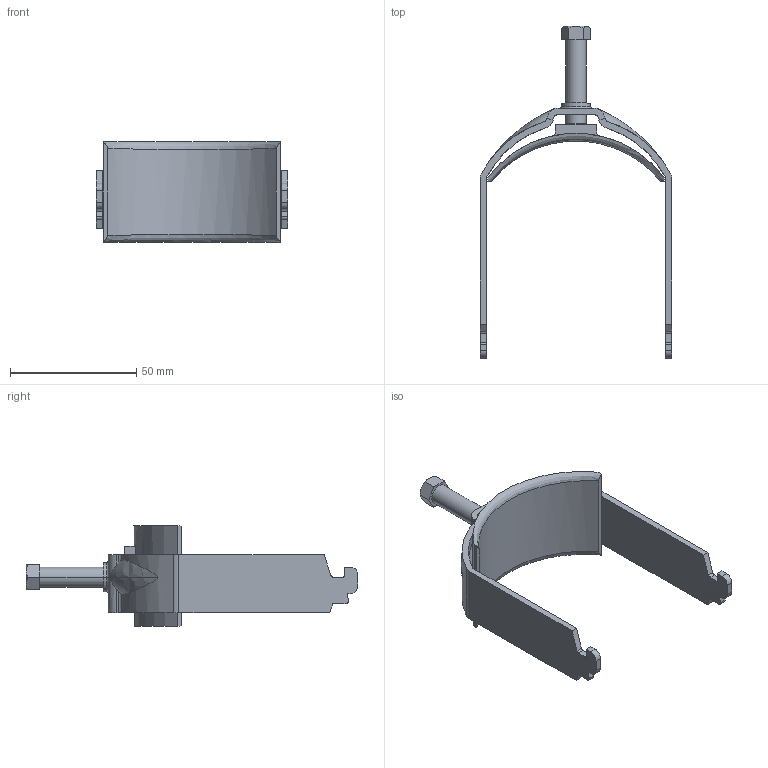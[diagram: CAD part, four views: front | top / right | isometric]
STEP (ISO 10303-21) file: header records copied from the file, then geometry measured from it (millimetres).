
FILE_DESCRIPTION (( 'STEP AP214' ), '1' );
FILE_NAME ('1163701.stp', '2017-03-28T10:50:07', ( '' ), ( '' ), 'SwSTEP 2.0', 'SolidWorks 2016', '' );
FILE_SCHEMA (( 'AUTOMOTIVE_DESIGN' ));
Length unit declared in the file: millimetre
Products named in the file (5): EB104-12-02_Standard; EB104-00-04_Standard; EB104-00-03_Druckschraube - M8 x 33; EB305-12-01_Standard; 1163701
Assembly tree (4 placements, depth 2):
  1163701
    EB305-12-01_Standard
    EB104-00-03_Druckschraube - M8 x 33
    EB104-00-04_Standard
    EB104-12-02_Standard
Bounding box: 76 x 131.5 x 40 mm (x, y, z)
Volume: 24176.4 mm3; surface area: 21173.5 mm2
Topology: 4 solids, 4 shells, 217 faces, 551 edges, 347 vertices
Faces by surface type: plane 143, cylinder 48, torus 14, cone 10, bspline 2
Entity records: 7442 total; most frequent: CARTESIAN_POINT 2049, ORIENTED_EDGE 1098, DIRECTION 1060, EDGE_CURVE 549, VECTOR 364, LINE 364, AXIS2_PLACEMENT_3D 348, VERTEX_POINT 347
